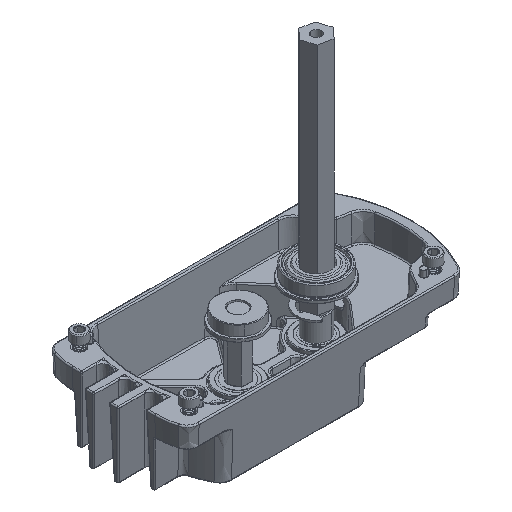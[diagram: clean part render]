
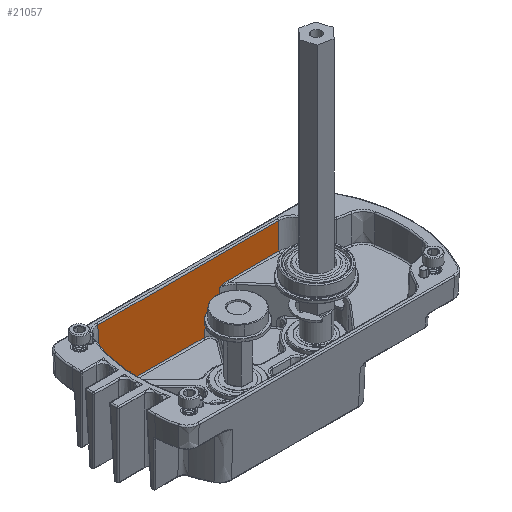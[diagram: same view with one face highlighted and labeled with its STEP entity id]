
A CAD part, isometric view. The second image highlights one B-rep face of the part: STEP entity #21057.
In plain terms, the highlighted face is planar.
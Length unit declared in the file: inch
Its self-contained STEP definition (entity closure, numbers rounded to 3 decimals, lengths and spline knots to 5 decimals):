
#4 = CARTESIAN_POINT ( 'NONE',  ( 1.30492, 0.87803, -1.29087 ) ) ;
#937 = CARTESIAN_POINT ( 'NONE',  ( 1.30987, -0.61772, -1.14913 ) ) ;
#1148 = CARTESIAN_POINT ( 'NONE',  ( 1.31156, 1.49799, -1.10087 ) ) ;
#2089 = EDGE_LOOP ( 'NONE', ( #57697, #27491, #18213, #58565, #57749, #19172, #19026, #55716, #17959, #69433, #49403, #4983, #66241 ) ) ;
#2447 = CARTESIAN_POINT ( 'NONE',  ( 1.33017, -0.95614, -0.56779 ) ) ;
#3326 = EDGE_CURVE ( 'NONE', #37162, #18833, #69419, .T. ) ;
#3457 = VERTEX_POINT ( 'NONE', #30185 ) ;
#3678 = VECTOR ( 'NONE', #36586, 39.37008 ) ;
#4354 = CARTESIAN_POINT ( 'NONE',  ( 1.33006, -1.01055, -0.57089 ) ) ;
#4486 = DIRECTION ( 'NONE',  ( 0., -1., 0. ) ) ;
#4983 = ORIENTED_EDGE ( 'NONE', *, *, #60395, .T. ) ;
#6083 = CARTESIAN_POINT ( 'NONE',  ( 1.33672, 1.51443, -0.38036 ) ) ;
#6113 = DIRECTION ( 'NONE',  ( 0.035, -0.02, 0.999 ) ) ;
#6335 = CARTESIAN_POINT ( 'NONE',  ( 1.31069, -0.65121, -1.12574 ) ) ;
#7805 = CARTESIAN_POINT ( 'NONE',  ( 1.31028, 0.90681, -1.13739 ) ) ;
#7845 = VECTOR ( 'NONE', #6113, 39.37008 ) ;
#9504 = LINE ( 'NONE', #37187, #41669 ) ;
#9946 = CARTESIAN_POINT ( 'NONE',  ( 1.30987, 0.89011, -1.14913 ) ) ;
#10449 = CARTESIAN_POINT ( 'NONE',  ( 1.33088, -1.09644, -0.54766 ) ) ;
#11152 = CARTESIAN_POINT ( 'NONE',  ( 1.34916, -2.17803, -0.02413 ) ) ;
#11899 = CARTESIAN_POINT ( 'NONE',  ( 1.35012, -2.17859, 0.00354 ) ) ;
#12563 = CARTESIAN_POINT ( 'NONE',  ( 1.31787, 1.50213, -0.92007 ) ) ;
#12754 = LINE ( 'NONE', #35416, #42218 ) ;
#13194 = CARTESIAN_POINT ( 'NONE',  ( 1.3113, 0.96042, -1.10819 ) ) ;
#14360 = VECTOR ( 'NONE', #45377, 39.37008 ) ;
#15726 = VERTEX_POINT ( 'NONE', #11152 ) ;
#15727 = DIRECTION ( 'NONE',  ( -0.999, 0., 0.035 ) ) ;
#15862 = CARTESIAN_POINT ( 'NONE',  ( 1.33068, -1.06742, -0.55332 ) ) ;
#15901 = VERTEX_POINT ( 'NONE', #42417 ) ;
#17293 = CARTESIAN_POINT ( 'NONE',  ( 1.35031, -0.69881, 0.00892 ) ) ;
#17504 = CARTESIAN_POINT ( 'NONE',  ( 1.31156, -0.71774, -1.10087 ) ) ;
#17775 = EDGE_CURVE ( 'NONE', #50172, #37665, #47418, .T. ) ;
#17857 = CARTESIAN_POINT ( 'NONE',  ( 1.31028, -0.63441, -1.13738 ) ) ;
#17959 = ORIENTED_EDGE ( 'NONE', *, *, #3326, .T. ) ;
#18046 = CARTESIAN_POINT ( 'NONE',  ( 1.31156, 1.00058, -1.10087 ) ) ;
#18213 = ORIENTED_EDGE ( 'NONE', *, *, #17775, .T. ) ;
#18562 = VERTEX_POINT ( 'NONE', #53910 ) ;
#18833 = VERTEX_POINT ( 'NONE', #1148 ) ;
#19026 = ORIENTED_EDGE ( 'NONE', *, *, #45394, .T. ) ;
#19172 = ORIENTED_EDGE ( 'NONE', *, *, #25857, .T. ) ;
#19298 = CARTESIAN_POINT ( 'NONE',  ( 1.30987, 0.89011, -1.14913 ) ) ;
#19901 = VERTEX_POINT ( 'NONE', #9946 ) ;
#21057 = ADVANCED_FACE ( 'NONE', ( #60302 ), #59943, .T. ) ;
#22412 = EDGE_CURVE ( 'NONE', #18833, #59429, #25042, .T. ) ;
#22889 = CARTESIAN_POINT ( 'NONE',  ( 1.31116, -0.67845, -1.11212 ) ) ;
#23406 = LINE ( 'NONE', #17293, #14360 ) ;
#24073 = CARTESIAN_POINT ( 'NONE',  ( 1.3305, 1.51037, -0.55847 ) ) ;
#25042 = LINE ( 'NONE', #47361, #55203 ) ;
#25064 = VERTEX_POINT ( 'NONE', #4 ) ;
#25573 = LINE ( 'NONE', #25932, #54503 ) ;
#25857 = EDGE_CURVE ( 'NONE', #65100, #18562, #9504, .T. ) ;
#25932 = CARTESIAN_POINT ( 'NONE',  ( 1.30498, 0.87817, -1.28924 ) ) ;
#26313 = CARTESIAN_POINT ( 'NONE',  ( 1.33094, -1.12611, -0.54587 ) ) ;
#26500 = CARTESIAN_POINT ( 'NONE',  ( 1.31156, -0.82631, -1.10087 ) ) ;
#26573 = CARTESIAN_POINT ( 'NONE',  ( 1.31156, -0.72809, -1.10087 ) ) ;
#27491 = ORIENTED_EDGE ( 'NONE', *, *, #50956, .T. ) ;
#28287 = CARTESIAN_POINT ( 'NONE',  ( 1.33094, -1.12611, -0.54587 ) ) ;
#29717 = CARTESIAN_POINT ( 'NONE',  ( 1.3113, -0.68796, -1.10819 ) ) ;
#30185 = CARTESIAN_POINT ( 'NONE',  ( 1.32925, -0.95571, -0.59413 ) ) ;
#31102 = DIRECTION ( 'NONE',  ( 0., -1., 0. ) ) ;
#32411 = CARTESIAN_POINT ( 'NONE',  ( 1.33094, -1.11112, -0.54587 ) ) ;
#32914 = VECTOR ( 'NONE', #46727, 39.37008 ) ;
#33804 = CARTESIAN_POINT ( 'NONE',  ( 1.31156, 1.49799, -1.10087 ) ) ;
#34186 = EDGE_CURVE ( 'NONE', #25064, #15901, #58528, .T. ) ;
#34753 = CARTESIAN_POINT ( 'NONE',  ( 1.31156, -0.72809, -1.10087 ) ) ;
#34894 = VECTOR ( 'NONE', #42346, 39.37008 ) ;
#35196 = LINE ( 'NONE', #2447, #32914 ) ;
#35416 = CARTESIAN_POINT ( 'NONE',  ( 1.34916, -0.82631, -0.02413 ) ) ;
#35851 = CARTESIAN_POINT ( 'NONE',  ( 1.31069, 0.92364, -1.12575 ) ) ;
#36002 = DIRECTION ( 'NONE',  ( -0.035, -0.085, -0.996 ) ) ;
#36086 = AXIS2_PLACEMENT_3D ( 'NONE', #44849, #15727, #37654 ) ;
#36586 = DIRECTION ( 'NONE',  ( 0., -1., 0. ) ) ;
#37162 = VERTEX_POINT ( 'NONE', #50033 ) ;
#37187 = CARTESIAN_POINT ( 'NONE',  ( 1.33094, -0.82631, -0.54587 ) ) ;
#37459 = LINE ( 'NONE', #11899, #7845 ) ;
#37654 = DIRECTION ( 'NONE',  ( 0.035, 0., 0.999 ) ) ;
#37665 = VERTEX_POINT ( 'NONE', #62966 ) ;
#37794 = CARTESIAN_POINT ( 'NONE',  ( 1.32966, -0.9831, -0.58246 ) ) ;
#39185 = CARTESIAN_POINT ( 'NONE',  ( 1.32418, 1.50626, -0.73927 ) ) ;
#41614 = CARTESIAN_POINT ( 'NONE',  ( 1.31116, 0.9509, -1.11213 ) ) ;
#41669 = VECTOR ( 'NONE', #31102, 39.37008 ) ;
#42218 = VECTOR ( 'NONE', #68134, 39.37008 ) ;
#42346 = DIRECTION ( 'NONE',  ( 0., -1., 0. ) ) ;
#42417 = CARTESIAN_POINT ( 'NONE',  ( 1.30492, -0.60779, -1.29087 ) ) ;
#43712 = EDGE_CURVE ( 'NONE', #15726, #37162, #12754, .T. ) ;
#44849 = CARTESIAN_POINT ( 'NONE',  ( 1.35, -0.82631, 0. ) ) ;
#45377 = DIRECTION ( 'NONE',  ( 0.035, -0.07, 0.997 ) ) ;
#45394 = EDGE_CURVE ( 'NONE', #18562, #15726, #37459, .T. ) ;
#45610 = CARTESIAN_POINT ( 'NONE',  ( 1.31156, 1.00058, -1.10087 ) ) ;
#45694 = CARTESIAN_POINT ( 'NONE',  ( 1.34294, 1.51847, -0.20224 ) ) ;
#46727 = DIRECTION ( 'NONE',  ( 0.035, -0.016, 0.999 ) ) ;
#47066 = EDGE_CURVE ( 'NONE', #3457, #65100, #66357, .T. ) ;
#47361 = CARTESIAN_POINT ( 'NONE',  ( 1.31156, -0.82631, -1.10087 ) ) ;
#47418 = LINE ( 'NONE', #26500, #3678 ) ;
#48530 = B_SPLINE_CURVE_WITH_KNOTS ( 'NONE', 3,
 ( #45610, #68580, #62101, #13194, #41614, #35851, #7805, #19298 ),
 .UNSPECIFIED., .F., .F.,
 ( 4, 2, 2, 4 ),
 ( 0., 0.00078, 0.00156, 0.00311 ),
 .UNSPECIFIED. ) ;
#49403 = ORIENTED_EDGE ( 'NONE', *, *, #53326, .T. ) ;
#50033 = CARTESIAN_POINT ( 'NONE',  ( 1.34916, 1.5225, -0.02413 ) ) ;
#50172 = VERTEX_POINT ( 'NONE', #26573 ) ;
#50956 = EDGE_CURVE ( 'NONE', #55553, #50172, #59968, .T. ) ;
#53326 = EDGE_CURVE ( 'NONE', #59429, #19901, #48530, .T. ) ;
#53661 = CARTESIAN_POINT ( 'NONE',  ( 1.32925, -0.95571, -0.59413 ) ) ;
#53910 = CARTESIAN_POINT ( 'NONE',  ( 1.33094, -2.16742, -0.54587 ) ) ;
#54503 = VECTOR ( 'NONE', #36002, 39.37008 ) ;
#55203 = VECTOR ( 'NONE', #4486, 39.37008 ) ;
#55390 = CARTESIAN_POINT ( 'NONE',  ( 1.34916, 1.5225, -0.02413 ) ) ;
#55553 = VERTEX_POINT ( 'NONE', #70204 ) ;
#55639 = CARTESIAN_POINT ( 'NONE',  ( 1.3115, -0.70768, -1.10256 ) ) ;
#55716 = ORIENTED_EDGE ( 'NONE', *, *, #43712, .T. ) ;
#57697 = ORIENTED_EDGE ( 'NONE', *, *, #63479, .T. ) ;
#57749 = ORIENTED_EDGE ( 'NONE', *, *, #47066, .T. ) ;
#58176 = CARTESIAN_POINT ( 'NONE',  ( 1.30492, -0.6061, -1.29087 ) ) ;
#58528 = LINE ( 'NONE', #58176, #34894 ) ;
#58565 = ORIENTED_EDGE ( 'NONE', *, *, #70313, .T. ) ;
#59429 = VERTEX_POINT ( 'NONE', #18046 ) ;
#59943 = PLANE ( 'NONE',  #36086 ) ;
#59968 = B_SPLINE_CURVE_WITH_KNOTS ( 'NONE', 3,
 ( #937, #17857, #6335, #22889, #29717, #55639, #17504, #34753 ),
 .UNSPECIFIED., .F., .F.,
 ( 4, 2, 2, 4 ),
 ( -0.00001, 0.00155, 0.00232, 0.0031 ),
 .UNSPECIFIED. ) ;
#60302 = FACE_OUTER_BOUND ( 'NONE', #2089, .T. ) ;
#60395 = EDGE_CURVE ( 'NONE', #19901, #25064, #25573, .T. ) ;
#62101 = CARTESIAN_POINT ( 'NONE',  ( 1.3115, 0.98016, -1.10256 ) ) ;
#62966 = CARTESIAN_POINT ( 'NONE',  ( 1.31156, -0.94758, -1.10087 ) ) ;
#63479 = EDGE_CURVE ( 'NONE', #15901, #55553, #23406, .T. ) ;
#65100 = VERTEX_POINT ( 'NONE', #28287 ) ;
#65128 = CARTESIAN_POINT ( 'NONE',  ( 1.33054, -1.05305, -0.55724 ) ) ;
#66241 = ORIENTED_EDGE ( 'NONE', *, *, #34186, .T. ) ;
#66357 = B_SPLINE_CURVE_WITH_KNOTS ( 'NONE', 3,
 ( #53661, #37794, #4354, #65128, #15862, #10449, #32411, #26313 ),
 .UNSPECIFIED., .F., .F.,
 ( 4, 2, 2, 4 ),
 ( -0.00002, 0.00225, 0.00339, 0.00452 ),
 .UNSPECIFIED. ) ;
#68134 = DIRECTION ( 'NONE',  ( 0., 1., 0. ) ) ;
#68580 = CARTESIAN_POINT ( 'NONE',  ( 1.31156, 0.99023, -1.10087 ) ) ;
#69419 = B_SPLINE_CURVE_WITH_KNOTS ( 'NONE', 3,
 ( #55390, #45694, #6083, #24073, #39185, #12563, #33804 ),
 .UNSPECIFIED., .F., .F.,
 ( 4, 3, 4 ),
 ( 0.00061, 0.0142, 0.02799 ),
 .UNSPECIFIED. ) ;
#69433 = ORIENTED_EDGE ( 'NONE', *, *, #22412, .T. ) ;
#70204 = CARTESIAN_POINT ( 'NONE',  ( 1.30987, -0.61772, -1.14913 ) ) ;
#70313 = EDGE_CURVE ( 'NONE', #37665, #3457, #35196, .T. ) ;
